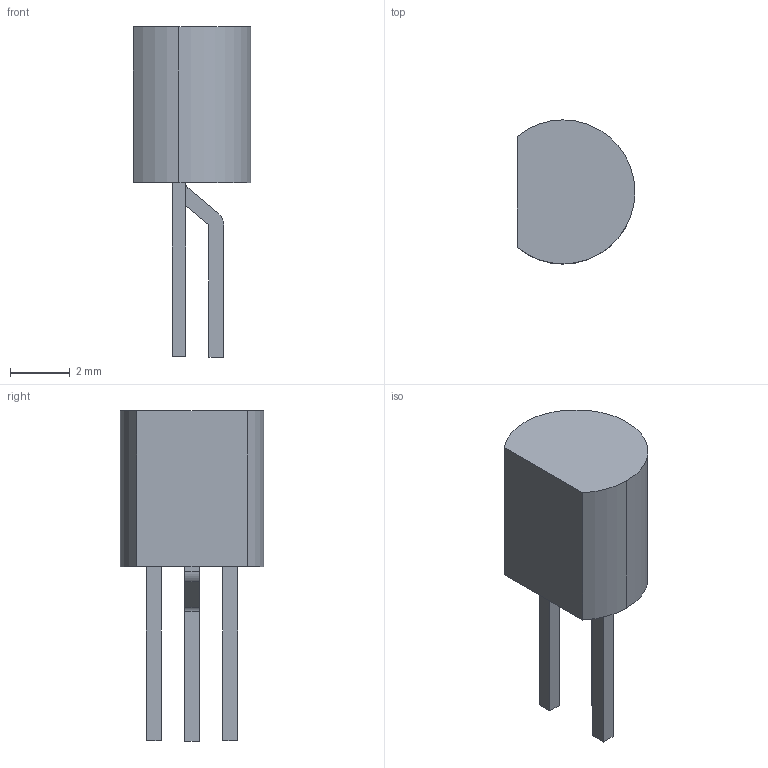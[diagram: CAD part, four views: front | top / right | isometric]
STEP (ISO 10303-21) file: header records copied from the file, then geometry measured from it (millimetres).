
FILE_DESCRIPTION(('FreeCAD Model'),'2;1');
FILE_NAME('TO-92.step','2016-10-14T17:57:35',('Author'),( ''),'Open CASCADE STEP processor 6.8','FreeCAD','Unknown');
FILE_SCHEMA(('AUTOMOTIVE_DESIGN_CC2 { 1 2 10303 214 -1 1 5 4 }'));
Length unit declared in the file: millimetre
Products named in the file (2): ASSEMBLY; TO-92
Assembly tree (1 placements, depth 2):
  ASSEMBLY
    TO-92
Bounding box: 3.93 x 4.8 x 11.02 mm (x, y, z)
Volume: 86.7 mm3; surface area: 142.1 mm2
Topology: 1 solids, 1 shells, 29 faces, 72 edges, 48 vertices
Faces by surface type: plane 22, cylinder 7
Entity records: 2658 total; most frequent: CARTESIAN_POINT 991, DIRECTION 260, LINE 160, VECTOR 160, ORIENTED_EDGE 144, PCURVE 144, DEFINITIONAL_REPRESENTATION 144, EDGE_CURVE 72
